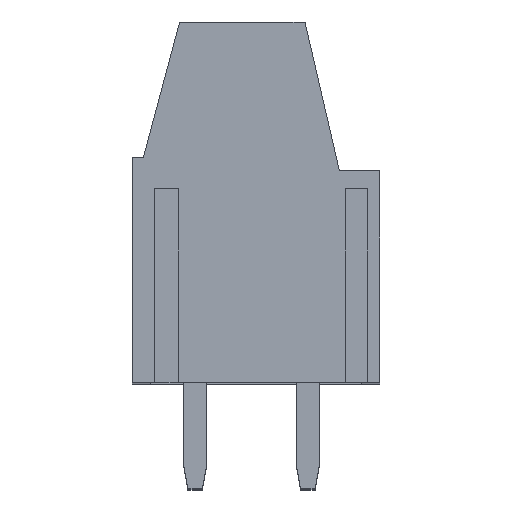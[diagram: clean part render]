
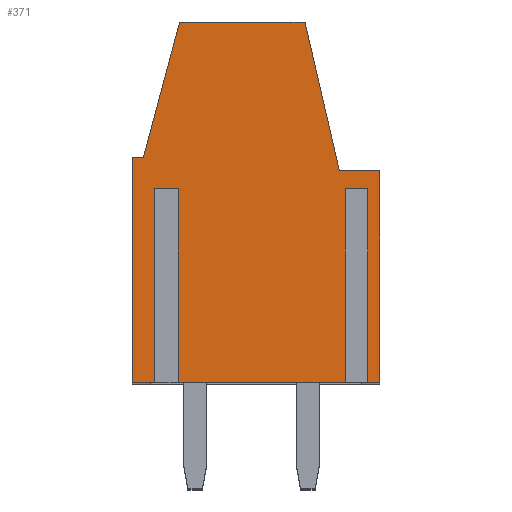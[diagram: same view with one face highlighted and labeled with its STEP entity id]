
A CAD part, top view. The second image highlights one B-rep face of the part: STEP entity #371.
In plain terms, the highlighted planar face has unit normal (0, 0, 1).
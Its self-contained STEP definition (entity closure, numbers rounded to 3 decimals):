
#371 = ADVANCED_FACE( '', ( #977 ), #978, .T. );
#977 = FACE_OUTER_BOUND( '', #1838, .T. );
#978 = PLANE( '', #1839 );
#1838 = EDGE_LOOP( '', ( #2890, #2891, #2892, #2893, #2894, #2895, #2896, #2897, #2898, #2899, #2900, #2901, #2902, #2903, #2904, #2905 ) );
#1839 = AXIS2_PLACEMENT_3D( '', #2906, #2907, #2908 );
#2890 = ORIENTED_EDGE( '', *, *, #5171, .T. );
#2891 = ORIENTED_EDGE( '', *, *, #5172, .T. );
#2892 = ORIENTED_EDGE( '', *, *, #5173, .T. );
#2893 = ORIENTED_EDGE( '', *, *, #5174, .T. );
#2894 = ORIENTED_EDGE( '', *, *, #5175, .T. );
#2895 = ORIENTED_EDGE( '', *, *, #5011, .T. );
#2896 = ORIENTED_EDGE( '', *, *, #5176, .T. );
#2897 = ORIENTED_EDGE( '', *, *, #5177, .T. );
#2898 = ORIENTED_EDGE( '', *, *, #5178, .T. );
#2899 = ORIENTED_EDGE( '', *, *, #5179, .T. );
#2900 = ORIENTED_EDGE( '', *, *, #5180, .F. );
#2901 = ORIENTED_EDGE( '', *, *, #4990, .T. );
#2902 = ORIENTED_EDGE( '', *, *, #5181, .T. );
#2903 = ORIENTED_EDGE( '', *, *, #5182, .T. );
#2904 = ORIENTED_EDGE( '', *, *, #5183, .F. );
#2905 = ORIENTED_EDGE( '', *, *, #5184, .T. );
#2906 = CARTESIAN_POINT( '', ( 229.832, 138.629, -24.6 ) );
#2907 = DIRECTION( '', ( 0., 0., 1. ) );
#2908 = DIRECTION( '', ( 1., 0., 0. ) );
#4990 = EDGE_CURVE( '', #5930, #5934, #5936, .T. );
#5011 = EDGE_CURVE( '', #5973, #5970, #5974, .T. );
#5171 = EDGE_CURVE( '', #6253, #6254, #6255, .T. );
#5172 = EDGE_CURVE( '', #6254, #6256, #6257, .T. );
#5173 = EDGE_CURVE( '', #6256, #6258, #6259, .T. );
#5174 = EDGE_CURVE( '', #6258, #6260, #6261, .T. );
#5175 = EDGE_CURVE( '', #6260, #5973, #6262, .T. );
#5176 = EDGE_CURVE( '', #5970, #6263, #6264, .T. );
#5177 = EDGE_CURVE( '', #6263, #6265, #6266, .T. );
#5178 = EDGE_CURVE( '', #6265, #6267, #6268, .T. );
#5179 = EDGE_CURVE( '', #6267, #6269, #6270, .T. );
#5180 = EDGE_CURVE( '', #5930, #6269, #6271, .T. );
#5181 = EDGE_CURVE( '', #5934, #6272, #6273, .T. );
#5182 = EDGE_CURVE( '', #6272, #6274, #6275, .T. );
#5183 = EDGE_CURVE( '', #6276, #6274, #6277, .T. );
#5184 = EDGE_CURVE( '', #6276, #6253, #6278, .T. );
#5930 = VERTEX_POINT( '', #7304 );
#5934 = VERTEX_POINT( '', #7310 );
#5936 = LINE( '', #7313, #7314 );
#5970 = VERTEX_POINT( '', #7361 );
#5973 = VERTEX_POINT( '', #7365 );
#5974 = LINE( '', #7366, #7367 );
#6253 = VERTEX_POINT( '', #7757 );
#6254 = VERTEX_POINT( '', #7758 );
#6255 = LINE( '', #7759, #7760 );
#6256 = VERTEX_POINT( '', #7761 );
#6257 = LINE( '', #7762, #7763 );
#6258 = VERTEX_POINT( '', #7764 );
#6259 = LINE( '', #7765, #7766 );
#6260 = VERTEX_POINT( '', #7767 );
#6261 = LINE( '', #7768, #7769 );
#6262 = LINE( '', #7770, #7771 );
#6263 = VERTEX_POINT( '', #7772 );
#6264 = LINE( '', #7773, #7774 );
#6265 = VERTEX_POINT( '', #7775 );
#6266 = LINE( '', #7776, #7777 );
#6267 = VERTEX_POINT( '', #7778 );
#6268 = LINE( '', #7779, #7780 );
#6269 = VERTEX_POINT( '', #7781 );
#6270 = LINE( '', #7782, #7783 );
#6271 = LINE( '', #7784, #7785 );
#6272 = VERTEX_POINT( '', #7786 );
#6273 = LINE( '', #7787, #7788 );
#6274 = VERTEX_POINT( '', #7789 );
#6275 = LINE( '', #7790, #7791 );
#6276 = VERTEX_POINT( '', #7792 );
#6277 = LINE( '', #7793, #7794 );
#6278 = LINE( '', #7795, #7796 );
#7304 = CARTESIAN_POINT( '', ( 230.832, 137.829, -24.6 ) );
#7310 = CARTESIAN_POINT( '', ( 231.632, 137.829, -24.6 ) );
#7313 = CARTESIAN_POINT( '', ( 231.632, 137.829, -24.6 ) );
#7314 = VECTOR( '', #9264, 1000. );
#7361 = CARTESIAN_POINT( '', ( 231.939, 145.229, -24.6 ) );
#7365 = CARTESIAN_POINT( '', ( 237.508, 145.229, -24.6 ) );
#7366 = CARTESIAN_POINT( '', ( 231.939, 145.229, -24.6 ) );
#7367 = VECTOR( '', #9282, 1000. );
#7757 = CARTESIAN_POINT( '', ( 240.032, 137.829, -24.6 ) );
#7758 = CARTESIAN_POINT( '', ( 240.032, 129.229, -24.6 ) );
#7759 = CARTESIAN_POINT( '', ( 240.032, 137.829, -24.6 ) );
#7760 = VECTOR( '', #9445, 1000. );
#7761 = CARTESIAN_POINT( '', ( 240.832, 129.229, -24.6 ) );
#7762 = CARTESIAN_POINT( '', ( 240.832, 129.229, -24.6 ) );
#7763 = VECTOR( '', #9446, 1000. );
#7764 = CARTESIAN_POINT( '', ( 240.832, 138.629, -24.6 ) );
#7765 = CARTESIAN_POINT( '', ( 240.832, 138.629, -24.6 ) );
#7766 = VECTOR( '', #9447, 1000. );
#7767 = CARTESIAN_POINT( '', ( 239.032, 138.629, -24.6 ) );
#7768 = CARTESIAN_POINT( '', ( 239.032, 138.629, -24.6 ) );
#7769 = VECTOR( '', #9448, 1000. );
#7770 = CARTESIAN_POINT( '', ( 237.508, 145.229, -24.6 ) );
#7771 = VECTOR( '', #9449, 1000. );
#7772 = CARTESIAN_POINT( '', ( 230.332, 139.229, -24.6 ) );
#7773 = CARTESIAN_POINT( '', ( 230.332, 139.229, -24.6 ) );
#7774 = VECTOR( '', #9450, 1000. );
#7775 = CARTESIAN_POINT( '', ( 229.832, 139.229, -24.6 ) );
#7776 = CARTESIAN_POINT( '', ( 229.832, 139.229, -24.6 ) );
#7777 = VECTOR( '', #9451, 1000. );
#7778 = CARTESIAN_POINT( '', ( 229.832, 129.229, -24.6 ) );
#7779 = CARTESIAN_POINT( '', ( 229.832, 129.229, -24.6 ) );
#7780 = VECTOR( '', #9452, 1000. );
#7781 = CARTESIAN_POINT( '', ( 230.832, 129.229, -24.6 ) );
#7782 = CARTESIAN_POINT( '', ( 240.832, 129.229, -24.6 ) );
#7783 = VECTOR( '', #9453, 1000. );
#7784 = CARTESIAN_POINT( '', ( 230.832, 138.629, -24.6 ) );
#7785 = VECTOR( '', #9454, 1000. );
#7786 = CARTESIAN_POINT( '', ( 231.632, 129.229, -24.6 ) );
#7787 = CARTESIAN_POINT( '', ( 231.632, 137.829, -24.6 ) );
#7788 = VECTOR( '', #9455, 1000. );
#7789 = CARTESIAN_POINT( '', ( 239.532, 129.229, -24.6 ) );
#7790 = CARTESIAN_POINT( '', ( 240.832, 129.229, -24.6 ) );
#7791 = VECTOR( '', #9456, 1000. );
#7792 = CARTESIAN_POINT( '', ( 239.532, 137.829, -24.6 ) );
#7793 = CARTESIAN_POINT( '', ( 239.532, 137.829, -24.6 ) );
#7794 = VECTOR( '', #9457, 1000. );
#7795 = CARTESIAN_POINT( '', ( 240.032, 137.829, -24.6 ) );
#7796 = VECTOR( '', #9458, 1000. );
#9264 = DIRECTION( '', ( 1., 0., 0. ) );
#9282 = DIRECTION( '', ( -1., 0., 0. ) );
#9445 = DIRECTION( '', ( 0., -1., 0. ) );
#9446 = DIRECTION( '', ( 1., 0., 0. ) );
#9447 = DIRECTION( '', ( 0., 1., 0. ) );
#9448 = DIRECTION( '', ( -1., 0., 0. ) );
#9449 = DIRECTION( '', ( -0.225, 0.974, 0. ) );
#9450 = DIRECTION( '', ( -0.259, -0.966, 0. ) );
#9451 = DIRECTION( '', ( -1., 0., 0. ) );
#9452 = DIRECTION( '', ( 0., -1., 0. ) );
#9453 = DIRECTION( '', ( 1., 0., 0. ) );
#9454 = DIRECTION( '', ( 0., -1., 0. ) );
#9455 = DIRECTION( '', ( 0., -1., 0. ) );
#9456 = DIRECTION( '', ( 1., 0., 0. ) );
#9457 = DIRECTION( '', ( 0., -1., 0. ) );
#9458 = DIRECTION( '', ( 1., 0., 0. ) );
